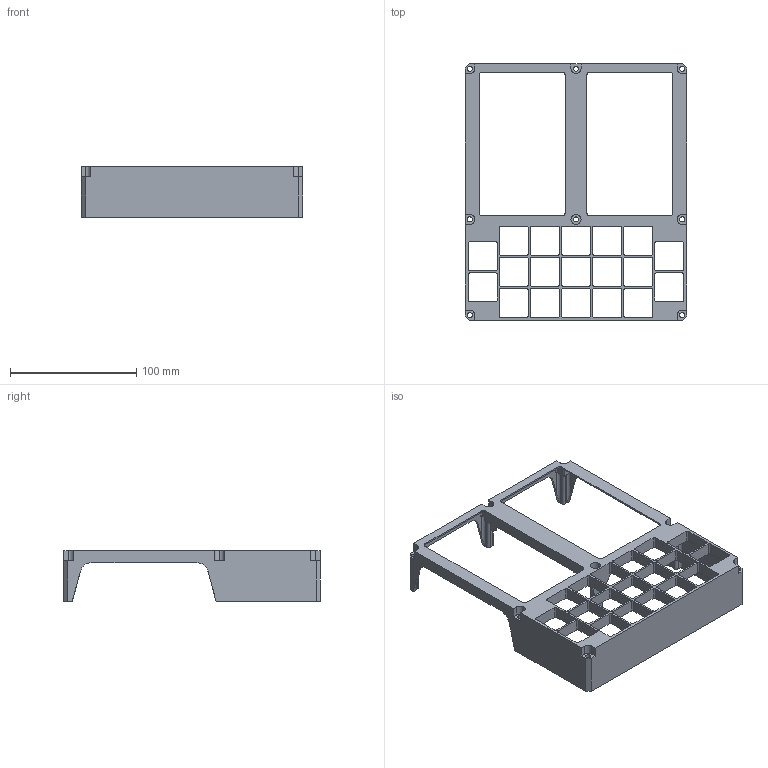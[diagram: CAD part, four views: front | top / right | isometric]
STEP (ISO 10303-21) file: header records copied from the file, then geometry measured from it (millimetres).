
FILE_DESCRIPTION (( 'STEP AP214' ), '1' );
FILE_NAME ('2004929-.stp', '2019-08-16T10:51:51', ( '' ), ( '' ), 'SwSTEP 2.0', 'SolidWorks 2019', '' );
FILE_SCHEMA (( 'AUTOMOTIVE_DESIGN' ));
Length unit declared in the file: inch
Products named in the file (1): 2004929-
Bounding box: 175.26 x 203.2 x 39.87 mm (x, y, z)
Volume: 68597 mm3; surface area: 85397.5 mm2
Topology: 1 solids, 1 shells, 502 faces, 1460 edges, 940 vertices
Faces by surface type: plane 252, cylinder 234, sphere 16
Entity records: 16606 total; most frequent: CARTESIAN_POINT 2977, ORIENTED_EDGE 2888, DIRECTION 2866, EDGE_CURVE 1444, LINE 968, VECTOR 968, AXIS2_PLACEMENT_3D 949, VERTEX_POINT 940
